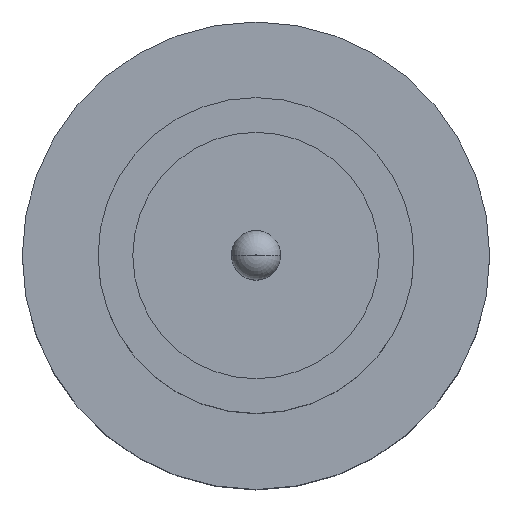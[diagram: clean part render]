
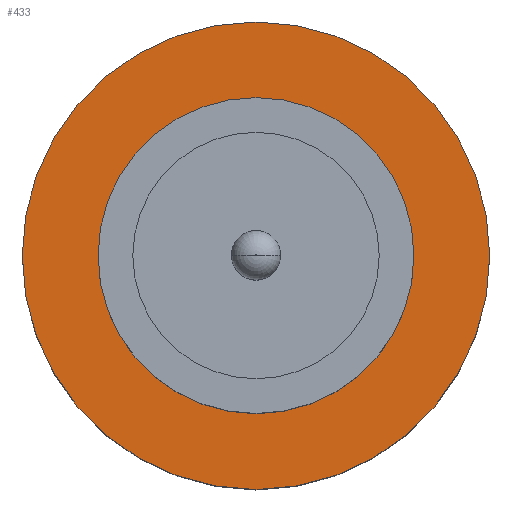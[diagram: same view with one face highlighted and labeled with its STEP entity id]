
A CAD part, top view. The second image highlights one B-rep face of the part: STEP entity #433.
In plain terms, the highlighted planar face has unit normal (0, 0, 1).
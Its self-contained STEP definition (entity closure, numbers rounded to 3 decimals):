
#11 = DIRECTION ( 'NONE',  ( 1., 0., 0. ) ) ;
#22 = EDGE_LOOP ( 'NONE', ( #292, #449 ) ) ;
#76 = FACE_BOUND ( 'NONE', #391, .T. ) ;
#143 = AXIS2_PLACEMENT_3D ( 'NONE', #727, #481, #307 ) ;
#144 = PLANE ( 'NONE',  #226 ) ;
#178 = VERTEX_POINT ( 'NONE', #410 ) ;
#194 = EDGE_CURVE ( 'NONE', #252, #178, #546, .T. ) ;
#204 = AXIS2_PLACEMENT_3D ( 'NONE', #343, #708, #529 ) ;
#205 = CARTESIAN_POINT ( 'NONE',  ( 0., 0., 1.55 ) ) ;
#226 = AXIS2_PLACEMENT_3D ( 'NONE', #205, #756, #11 ) ;
#238 = CARTESIAN_POINT ( 'NONE',  ( -1.85, 0., 1.55 ) ) ;
#252 = VERTEX_POINT ( 'NONE', #238 ) ;
#259 = CARTESIAN_POINT ( 'NONE',  ( 0., 0., 1.55 ) ) ;
#273 = AXIS2_PLACEMENT_3D ( 'NONE', #259, #623, #678 ) ;
#281 = CIRCLE ( 'NONE', #273, 1.25 ) ;
#285 = EDGE_CURVE ( 'NONE', #178, #252, #781, .T. ) ;
#292 = ORIENTED_EDGE ( 'NONE', *, *, #194, .T. ) ;
#307 = DIRECTION ( 'NONE',  ( 1., 0., 0. ) ) ;
#316 = EDGE_CURVE ( 'NONE', #567, #467, #281, .T. ) ;
#343 = CARTESIAN_POINT ( 'NONE',  ( 0., 0., 1.55 ) ) ;
#377 = DIRECTION ( 'NONE',  ( 1., 0., 0. ) ) ;
#380 = CARTESIAN_POINT ( 'NONE',  ( 0., 0., 1.55 ) ) ;
#391 = EDGE_LOOP ( 'NONE', ( #753, #585 ) ) ;
#410 = CARTESIAN_POINT ( 'NONE',  ( 1.85, 0., 1.55 ) ) ;
#433 = ADVANCED_FACE ( 'NONE', ( #76, #472 ), #144, .T. ) ;
#449 = ORIENTED_EDGE ( 'NONE', *, *, #285, .T. ) ;
#467 = VERTEX_POINT ( 'NONE', #683 ) ;
#472 = FACE_OUTER_BOUND ( 'NONE', #22, .T. ) ;
#481 = DIRECTION ( 'NONE',  ( 0., 0., 1. ) ) ;
#486 = EDGE_CURVE ( 'NONE', #467, #567, #536, .T. ) ;
#529 = DIRECTION ( 'NONE',  ( 1., 0., 0. ) ) ;
#530 = AXIS2_PLACEMENT_3D ( 'NONE', #380, #559, #377 ) ;
#531 = CARTESIAN_POINT ( 'NONE',  ( -1.25, 0., 1.55 ) ) ;
#536 = CIRCLE ( 'NONE', #204, 1.25 ) ;
#546 = CIRCLE ( 'NONE', #143, 1.85 ) ;
#559 = DIRECTION ( 'NONE',  ( 0., 0., 1. ) ) ;
#567 = VERTEX_POINT ( 'NONE', #531 ) ;
#585 = ORIENTED_EDGE ( 'NONE', *, *, #316, .F. ) ;
#623 = DIRECTION ( 'NONE',  ( 0., 0., 1. ) ) ;
#678 = DIRECTION ( 'NONE',  ( 1., 0., 0. ) ) ;
#683 = CARTESIAN_POINT ( 'NONE',  ( 1.25, 0., 1.55 ) ) ;
#708 = DIRECTION ( 'NONE',  ( 0., 0., 1. ) ) ;
#727 = CARTESIAN_POINT ( 'NONE',  ( 0., 0., 1.55 ) ) ;
#753 = ORIENTED_EDGE ( 'NONE', *, *, #486, .F. ) ;
#756 = DIRECTION ( 'NONE',  ( 0., 0., 1. ) ) ;
#781 = CIRCLE ( 'NONE', #530, 1.85 ) ;
